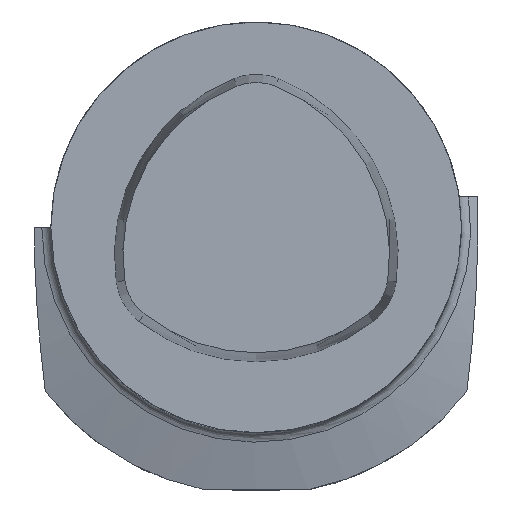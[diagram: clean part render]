
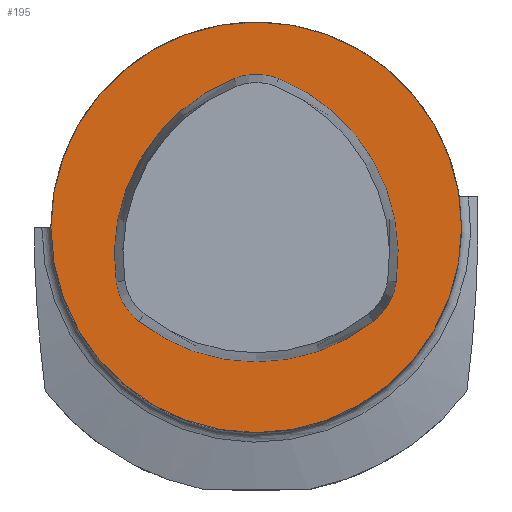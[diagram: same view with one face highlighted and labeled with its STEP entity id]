
A CAD part, top view. The second image highlights one B-rep face of the part: STEP entity #195.
In plain terms, the highlighted planar face has unit normal (0, 0, 1).
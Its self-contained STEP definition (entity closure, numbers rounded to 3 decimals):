
#100=FACE_BOUND('',#361,.T.);
#101=FACE_BOUND('',#362,.T.);
#113=CIRCLE('',#1256,20.);
#121=CIRCLE('',#1271,18.5);
#122=CIRCLE('',#1272,5.9);
#123=CIRCLE('',#1273,18.5);
#124=CIRCLE('',#1274,5.9);
#125=CIRCLE('',#1275,18.5);
#126=CIRCLE('',#1276,5.9);
#195=ADVANCED_FACE('',(#100,#101),#248,.T.);
#248=PLANE('',#1277);
#361=EDGE_LOOP('',(#556));
#362=EDGE_LOOP('',(#557,#558,#559,#560,#561,#562));
#556=ORIENTED_EDGE('',*,*,#901,.T.);
#557=ORIENTED_EDGE('',*,*,#918,.F.);
#558=ORIENTED_EDGE('',*,*,#919,.F.);
#559=ORIENTED_EDGE('',*,*,#920,.F.);
#560=ORIENTED_EDGE('',*,*,#921,.F.);
#561=ORIENTED_EDGE('',*,*,#922,.F.);
#562=ORIENTED_EDGE('',*,*,#923,.F.);
#787=VERTEX_POINT('',#1864);
#802=VERTEX_POINT('',#1911);
#803=VERTEX_POINT('',#1912);
#804=VERTEX_POINT('',#1914);
#805=VERTEX_POINT('',#1916);
#806=VERTEX_POINT('',#1918);
#807=VERTEX_POINT('',#1920);
#901=EDGE_CURVE('',#787,#787,#113,.T.);
#918=EDGE_CURVE('',#802,#803,#121,.T.);
#919=EDGE_CURVE('',#804,#802,#122,.T.);
#920=EDGE_CURVE('',#805,#804,#123,.T.);
#921=EDGE_CURVE('',#806,#805,#124,.T.);
#922=EDGE_CURVE('',#807,#806,#125,.T.);
#923=EDGE_CURVE('',#803,#807,#126,.T.);
#1256=AXIS2_PLACEMENT_3D('',#1863,#1456,#1457);
#1271=AXIS2_PLACEMENT_3D('',#1910,#1490,#1491);
#1272=AXIS2_PLACEMENT_3D('',#1913,#1492,#1493);
#1273=AXIS2_PLACEMENT_3D('',#1915,#1494,#1495);
#1274=AXIS2_PLACEMENT_3D('',#1917,#1496,#1497);
#1275=AXIS2_PLACEMENT_3D('',#1919,#1498,#1499);
#1276=AXIS2_PLACEMENT_3D('',#1921,#1500,#1501);
#1277=AXIS2_PLACEMENT_3D('',#1922,#1502,#1503);
#1456=DIRECTION('',(0.,0.,1.));
#1457=DIRECTION('',(1.,0.,0.));
#1490=DIRECTION('',(0.,0.,1.));
#1491=DIRECTION('',(1.,0.,0.));
#1492=DIRECTION('',(0.,0.,1.));
#1493=DIRECTION('',(1.,0.,0.));
#1494=DIRECTION('',(0.,0.,1.));
#1495=DIRECTION('',(1.,0.,0.));
#1496=DIRECTION('',(0.,0.,1.));
#1497=DIRECTION('',(1.,0.,0.));
#1498=DIRECTION('',(0.,0.,1.));
#1499=DIRECTION('',(1.,0.,0.));
#1500=DIRECTION('',(0.,0.,1.));
#1501=DIRECTION('',(1.,0.,0.));
#1502=DIRECTION('',(0.,0.,1.));
#1503=DIRECTION('',(-1.,0.,0.));
#1863=CARTESIAN_POINT('',(0.,0.,0.));
#1864=CARTESIAN_POINT('',(20.,0.,0.));
#1910=CARTESIAN_POINT('',(4.677,-2.7,0.));
#1911=CARTESIAN_POINT('',(-2.19,14.479,0.));
#1912=CARTESIAN_POINT('',(-13.634,-5.343,0.));
#1913=CARTESIAN_POINT('',(0.,9.,0.));
#1914=CARTESIAN_POINT('',(2.19,14.479,0.));
#1915=CARTESIAN_POINT('',(-4.677,-2.7,0.));
#1916=CARTESIAN_POINT('',(13.634,-5.343,0.));
#1917=CARTESIAN_POINT('',(7.794,-4.5,0.));
#1918=CARTESIAN_POINT('',(11.444,-9.136,0.));
#1919=CARTESIAN_POINT('',(0.,5.4,0.));
#1920=CARTESIAN_POINT('',(-11.444,-9.136,0.));
#1921=CARTESIAN_POINT('',(-7.794,-4.5,0.));
#1922=CARTESIAN_POINT('',(0.,0.,0.));
